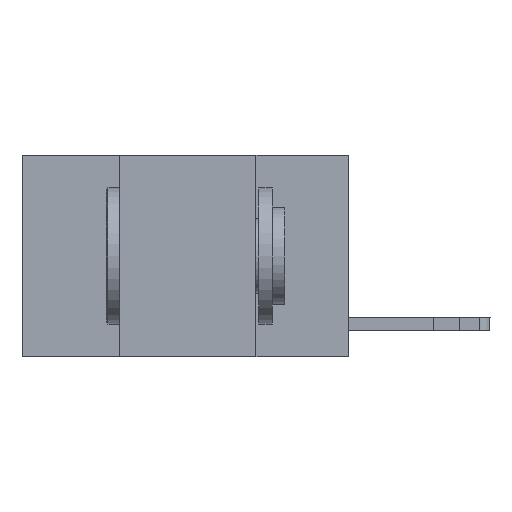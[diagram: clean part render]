
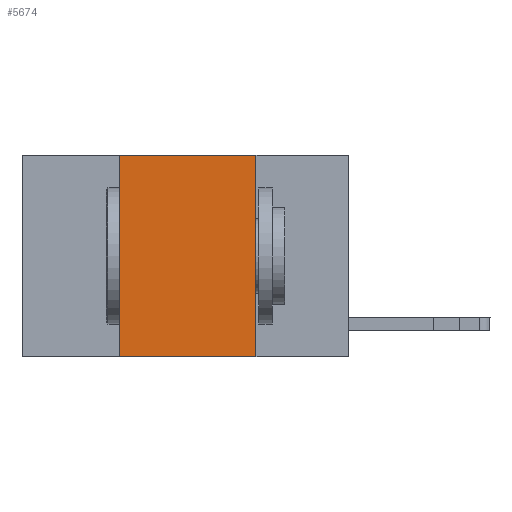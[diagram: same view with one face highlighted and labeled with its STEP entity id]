
A CAD part, left-side view. The second image highlights one B-rep face of the part: STEP entity #5674.
In plain terms, the highlighted planar face has unit normal (-1, 0, 0).
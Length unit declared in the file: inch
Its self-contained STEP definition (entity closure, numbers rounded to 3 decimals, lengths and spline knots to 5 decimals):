
#463 = VECTOR ( 'NONE', #18824, 39.37008 ) ;
#1234 = EDGE_CURVE ( 'NONE', #3801, #25249, #11436, .T. ) ;
#3801 = VERTEX_POINT ( 'NONE', #9119 ) ;
#4376 = CARTESIAN_POINT ( 'NONE',  ( 0., 0.17, 0. ) ) ;
#4773 = VERTEX_POINT ( 'NONE', #4376 ) ;
#5303 = CARTESIAN_POINT ( 'NONE',  ( 0., 0.42, 0. ) ) ;
#5674 = ADVANCED_FACE ( 'NONE', ( #16615 ), #9320, .F. ) ;
#6414 = CARTESIAN_POINT ( 'NONE',  ( 0., 0.6, -0.37 ) ) ;
#6415 = ORIENTED_EDGE ( 'NONE', *, *, #15192, .F. ) ;
#7002 = DIRECTION ( 'NONE',  ( 0., 0., -1. ) ) ;
#8044 = EDGE_CURVE ( 'NONE', #18165, #4773, #23340, .T. ) ;
#9119 = CARTESIAN_POINT ( 'NONE',  ( 0., 0.42, -0.37 ) ) ;
#9320 = PLANE ( 'NONE',  #15055 ) ;
#10417 = ORIENTED_EDGE ( 'NONE', *, *, #21152, .F. ) ;
#11436 = LINE ( 'NONE', #6414, #463 ) ;
#12802 = ORIENTED_EDGE ( 'NONE', *, *, #1234, .T. ) ;
#13473 = DIRECTION ( 'NONE',  ( 0., 0., -1. ) ) ;
#13625 = EDGE_LOOP ( 'NONE', ( #6415, #16414, #10417, #12802 ) ) ;
#13889 = CARTESIAN_POINT ( 'NONE',  ( 0., 0.6, 0. ) ) ;
#15055 = AXIS2_PLACEMENT_3D ( 'NONE', #23811, #25887, #13473 ) ;
#15192 = EDGE_CURVE ( 'NONE', #4773, #25249, #20815, .T. ) ;
#15956 = VECTOR ( 'NONE', #7002, 39.37008 ) ;
#16414 = ORIENTED_EDGE ( 'NONE', *, *, #8044, .F. ) ;
#16615 = FACE_OUTER_BOUND ( 'NONE', #13625, .T. ) ;
#16639 = CARTESIAN_POINT ( 'NONE',  ( 0., 0.42, 0. ) ) ;
#17592 = DIRECTION ( 'NONE',  ( 0., 0., 1. ) ) ;
#18165 = VERTEX_POINT ( 'NONE', #16639 ) ;
#18270 = VECTOR ( 'NONE', #17592, 39.37008 ) ;
#18824 = DIRECTION ( 'NONE',  ( 0., -1., 0. ) ) ;
#20815 = LINE ( 'NONE', #21484, #15956 ) ;
#21152 = EDGE_CURVE ( 'NONE', #3801, #18165, #24443, .T. ) ;
#21484 = CARTESIAN_POINT ( 'NONE',  ( 0., 0.17, 0. ) ) ;
#22688 = VECTOR ( 'NONE', #26303, 39.37008 ) ;
#23340 = LINE ( 'NONE', #13889, #22688 ) ;
#23811 = CARTESIAN_POINT ( 'NONE',  ( 0., 0.6, 0. ) ) ;
#24443 = LINE ( 'NONE', #5303, #18270 ) ;
#24814 = CARTESIAN_POINT ( 'NONE',  ( 0., 0.17, -0.37 ) ) ;
#25249 = VERTEX_POINT ( 'NONE', #24814 ) ;
#25887 = DIRECTION ( 'NONE',  ( 1., 0., 0. ) ) ;
#26303 = DIRECTION ( 'NONE',  ( 0., -1., 0. ) ) ;
